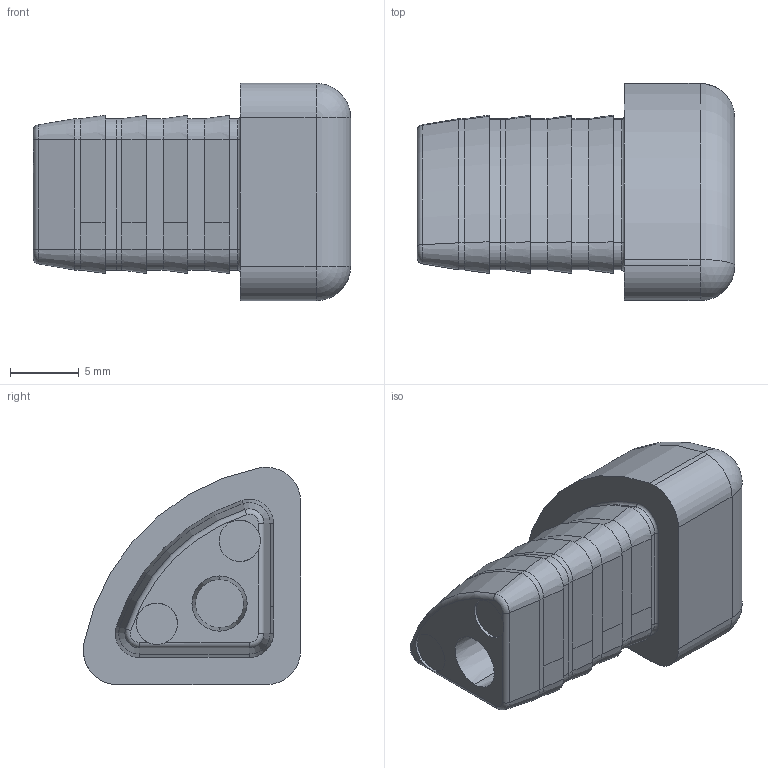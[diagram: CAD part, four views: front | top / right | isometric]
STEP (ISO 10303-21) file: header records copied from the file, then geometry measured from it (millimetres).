
FILE_DESCRIPTION (( 'STEP AP214' ), '1' );
FILE_NAME ('091386.STEP', '2023-01-03T16:59:21', ( '' ), ( '' ), 'SwSTEP 2.0', 'SolidWorks 2022', '' );
FILE_SCHEMA (( 'AUTOMOTIVE_DESIGN' ));
Length unit declared in the file: millimetre
Products named in the file (1): 091386
Bounding box: 23 x 15.77 x 15.77 mm (x, y, z)
Volume: 2709.4 mm3; surface area: 1501.9 mm2
Topology: 1 solids, 1 shells, 135 faces, 288 edges, 154 vertices
Faces by surface type: plane 62, cylinder 39, cone 22, torus 9, sphere 3
Entity records: 3547 total; most frequent: DIRECTION 667, CARTESIAN_POINT 592, ORIENTED_EDGE 568, EDGE_CURVE 284, AXIS2_PLACEMENT_3D 250, LINE 167, VECTOR 167, VERTEX_POINT 153
